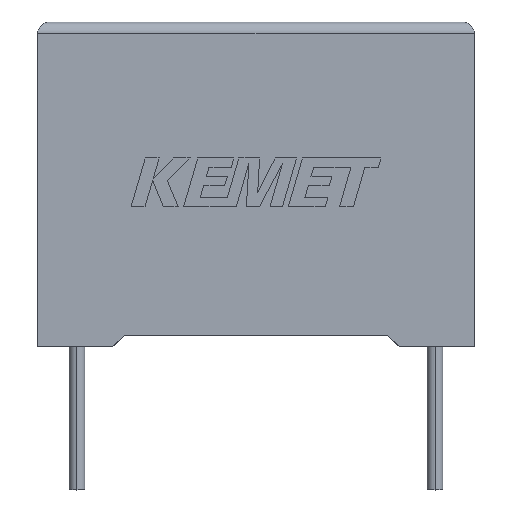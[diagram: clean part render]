
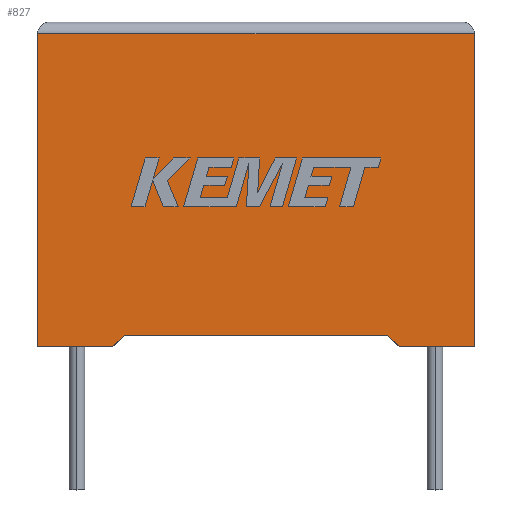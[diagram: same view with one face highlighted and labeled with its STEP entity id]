
A CAD part, top view. The second image highlights one B-rep face of the part: STEP entity #827.
In plain terms, the highlighted planar face has unit normal (0, 0, 1).
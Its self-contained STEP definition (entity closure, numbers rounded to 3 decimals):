
#17 = EDGE_CURVE ( 'NONE', #894, #1421, #2127, .T. ) ;
#55 = FACE_OUTER_BOUND ( 'NONE', #2964, .T. ) ;
#66 = DIRECTION ( 'NONE',  ( 0., -1., 0. ) ) ;
#67 = VERTEX_POINT ( 'NONE', #2475 ) ;
#123 = VERTEX_POINT ( 'NONE', #2987 ) ;
#164 = EDGE_CURVE ( 'NONE', #261, #2337, #2132, .T. ) ;
#261 = VERTEX_POINT ( 'NONE', #270 ) ;
#270 = CARTESIAN_POINT ( 'NONE',  ( 14.642, 0.469, 7.7 ) ) ;
#276 = ORIENTED_EDGE ( 'NONE', *, *, #1166, .T. ) ;
#285 = VECTOR ( 'NONE', #3049, 1000. ) ;
#314 = ORIENTED_EDGE ( 'NONE', *, *, #2788, .F. ) ;
#360 = VERTEX_POINT ( 'NONE', #557 ) ;
#361 = DIRECTION ( 'NONE',  ( 0., 0., -1. ) ) ;
#364 = ORIENTED_EDGE ( 'NONE', *, *, #1827, .T. ) ;
#365 = DIRECTION ( 'NONE',  ( 0., 1., 0. ) ) ;
#408 = EDGE_CURVE ( 'NONE', #123, #67, #1536, .T. ) ;
#413 = CARTESIAN_POINT ( 'NONE',  ( 0., 0., 7.7 ) ) ;
#557 = CARTESIAN_POINT ( 'NONE',  ( 3.658, 0.469, 7.7 ) ) ;
#558 = VECTOR ( 'NONE', #66, 1000. ) ;
#707 = VECTOR ( 'NONE', #1956, 1000. ) ;
#827 = ADVANCED_FACE ( 'NONE', ( #55 ), #1681, .F. ) ;
#873 = CARTESIAN_POINT ( 'NONE',  ( 0., 0., 7.7 ) ) ;
#894 = VERTEX_POINT ( 'NONE', #1526 ) ;
#921 = DIRECTION ( 'NONE',  ( -1., 0., 0. ) ) ;
#992 = CARTESIAN_POINT ( 'NONE',  ( 9.15, 0.469, 7.7 ) ) ;
#1027 = VERTEX_POINT ( 'NONE', #2484 ) ;
#1100 = VECTOR ( 'NONE', #2834, 1000. ) ;
#1109 = CARTESIAN_POINT ( 'NONE',  ( 3.15, 0., 7.7 ) ) ;
#1117 = CARTESIAN_POINT ( 'NONE',  ( 0., 0., 7.7 ) ) ;
#1145 = EDGE_CURVE ( 'NONE', #261, #360, #1700, .T. ) ;
#1163 = ORIENTED_EDGE ( 'NONE', *, *, #1145, .F. ) ;
#1166 = EDGE_CURVE ( 'NONE', #1421, #1027, #1577, .T. ) ;
#1313 = DIRECTION ( 'NONE',  ( 1., 0., 0. ) ) ;
#1348 = VECTOR ( 'NONE', #921, 1000. ) ;
#1362 = LINE ( 'NONE', #1117, #285 ) ;
#1421 = VERTEX_POINT ( 'NONE', #2614 ) ;
#1526 = CARTESIAN_POINT ( 'NONE',  ( 0., 13.1, 7.7 ) ) ;
#1536 = LINE ( 'NONE', #2476, #1698 ) ;
#1577 = LINE ( 'NONE', #413, #2887 ) ;
#1617 = AXIS2_PLACEMENT_3D ( 'NONE', #873, #361, #2239 ) ;
#1681 = PLANE ( 'NONE',  #1617 ) ;
#1698 = VECTOR ( 'NONE', #365, 1000. ) ;
#1700 = LINE ( 'NONE', #992, #707 ) ;
#1776 = ORIENTED_EDGE ( 'NONE', *, *, #17, .T. ) ;
#1827 = EDGE_CURVE ( 'NONE', #67, #894, #2245, .T. ) ;
#1888 = CARTESIAN_POINT ( 'NONE',  ( 0., 13.1, 7.7 ) ) ;
#1893 = CARTESIAN_POINT ( 'NONE',  ( 15.15, 0., 7.7 ) ) ;
#1956 = DIRECTION ( 'NONE',  ( -1., 0., 0. ) ) ;
#2104 = EDGE_CURVE ( 'NONE', #2337, #123, #1362, .T. ) ;
#2127 = LINE ( 'NONE', #3031, #558 ) ;
#2132 = LINE ( 'NONE', #1893, #1100 ) ;
#2208 = VECTOR ( 'NONE', #2774, 1000. ) ;
#2239 = DIRECTION ( 'NONE',  ( -1., 0., 0. ) ) ;
#2245 = LINE ( 'NONE', #1888, #1348 ) ;
#2337 = VERTEX_POINT ( 'NONE', #2857 ) ;
#2426 = ORIENTED_EDGE ( 'NONE', *, *, #2104, .T. ) ;
#2475 = CARTESIAN_POINT ( 'NONE',  ( 18.3, 13.1, 7.7 ) ) ;
#2476 = CARTESIAN_POINT ( 'NONE',  ( 18.3, 0., 7.7 ) ) ;
#2482 = ORIENTED_EDGE ( 'NONE', *, *, #164, .T. ) ;
#2484 = CARTESIAN_POINT ( 'NONE',  ( 3.15, 0., 7.7 ) ) ;
#2508 = LINE ( 'NONE', #1109, #2208 ) ;
#2614 = CARTESIAN_POINT ( 'NONE',  ( 0., 0., 7.7 ) ) ;
#2716 = ORIENTED_EDGE ( 'NONE', *, *, #408, .T. ) ;
#2774 = DIRECTION ( 'NONE',  ( -0.735, -0.678, 0. ) ) ;
#2788 = EDGE_CURVE ( 'NONE', #360, #1027, #2508, .T. ) ;
#2834 = DIRECTION ( 'NONE',  ( 0.735, -0.678, 0. ) ) ;
#2857 = CARTESIAN_POINT ( 'NONE',  ( 15.15, 0., 7.7 ) ) ;
#2887 = VECTOR ( 'NONE', #1313, 1000. ) ;
#2964 = EDGE_LOOP ( 'NONE', ( #2716, #364, #1776, #276, #314, #1163, #2482, #2426 ) ) ;
#2987 = CARTESIAN_POINT ( 'NONE',  ( 18.3, 0., 7.7 ) ) ;
#3031 = CARTESIAN_POINT ( 'NONE',  ( 0., 0., 7.7 ) ) ;
#3049 = DIRECTION ( 'NONE',  ( 1., 0., 0. ) ) ;
